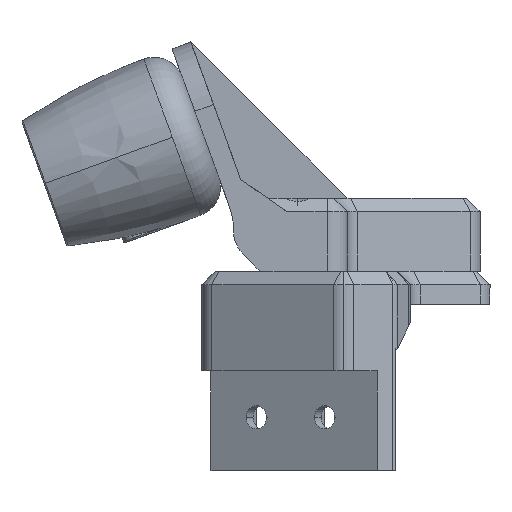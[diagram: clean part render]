
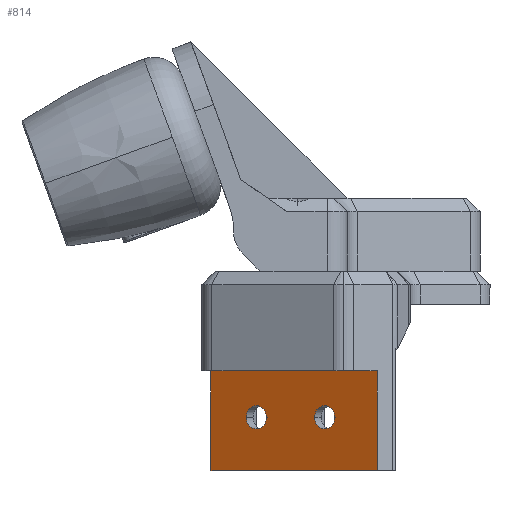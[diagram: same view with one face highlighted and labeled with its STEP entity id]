
A CAD part, left-side view. The second image highlights one B-rep face of the part: STEP entity #814.
In plain terms, the highlighted face is planar.
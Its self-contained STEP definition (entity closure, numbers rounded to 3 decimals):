
#436 = EDGE_CURVE ( 'NONE', #9841, #17773, #12831, .T. ) ;
#814 = ADVANCED_FACE ( 'NONE', ( #12707, #11170, #19223 ), #5655, .T. ) ;
#1269 = ORIENTED_EDGE ( 'NONE', *, *, #436, .F. ) ;
#1375 = DIRECTION ( 'NONE',  ( 0.5, 0., 0.866 ) ) ;
#1799 = CARTESIAN_POINT ( 'NONE',  ( -27.617, -18.952, -6.344 ) ) ;
#2007 = DIRECTION ( 'NONE',  ( 0., 1., 0. ) ) ;
#2240 = VECTOR ( 'NONE', #2007, 1000. ) ;
#3322 = CARTESIAN_POINT ( 'NONE',  ( -34.834, -3.952, -18.844 ) ) ;
#3717 = ORIENTED_EDGE ( 'NONE', *, *, #6759, .F. ) ;
#3810 = CARTESIAN_POINT ( 'NONE',  ( -23.468, -11.952, 0.841 ) ) ;
#3920 = ORIENTED_EDGE ( 'NONE', *, *, #22843, .F. ) ;
#5170 = VERTEX_POINT ( 'NONE', #23357 ) ;
#5329 = VECTOR ( 'NONE', #15255, 1000. ) ;
#5655 = PLANE ( 'NONE',  #6713 ) ;
#6713 = AXIS2_PLACEMENT_3D ( 'NONE', #17317, #15017, #22704 ) ;
#6731 = DIRECTION ( 'NONE',  ( -0.866, 0., 0.5 ) ) ;
#6759 = EDGE_CURVE ( 'NONE', #20906, #18739, #12044, .T. ) ;
#7048 = CARTESIAN_POINT ( 'NONE',  ( -30.277, -11.952, -10.952 ) ) ;
#7276 = CARTESIAN_POINT ( 'NONE',  ( -24.343, -11.952, -0.674 ) ) ;
#8082 = VECTOR ( 'NONE', #10132, 1000. ) ;
#8226 = CARTESIAN_POINT ( 'NONE',  ( -29.402, -11.952, -9.436 ) ) ;
#8533 = CARTESIAN_POINT ( 'NONE',  ( -24.343, -11.952, -0.674 ) ) ;
#9053 = AXIS2_PLACEMENT_3D ( 'NONE', #7276, #9222, #17031 ) ;
#9150 = AXIS2_PLACEMENT_3D ( 'NONE', #8533, #6731, #14560 ) ;
#9222 = DIRECTION ( 'NONE',  ( -0.866, 0., 0.5 ) ) ;
#9423 = EDGE_LOOP ( 'NONE', ( #1269, #16647 ) ) ;
#9841 = VERTEX_POINT ( 'NONE', #3810 ) ;
#10110 = CARTESIAN_POINT ( 'NONE',  ( -20.4, -18.952, 6.156 ) ) ;
#10132 = DIRECTION ( 'NONE',  ( 0., 1., 0. ) ) ;
#10304 = CIRCLE ( 'NONE', #17235, 1.75 ) ;
#11109 = EDGE_LOOP ( 'NONE', ( #3717, #15875, #12661, #3920 ) ) ;
#11170 = FACE_BOUND ( 'NONE', #9423, .T. ) ;
#11983 = VERTEX_POINT ( 'NONE', #10110 ) ;
#12044 = LINE ( 'NONE', #19856, #8082 ) ;
#12324 = CIRCLE ( 'NONE', #9053, 1.75 ) ;
#12661 = ORIENTED_EDGE ( 'NONE', *, *, #22049, .T. ) ;
#12677 = EDGE_CURVE ( 'NONE', #20906, #11983, #21132, .T. ) ;
#12707 = FACE_OUTER_BOUND ( 'NONE', #11109, .T. ) ;
#12831 = CIRCLE ( 'NONE', #9150, 1.75 ) ;
#13047 = EDGE_CURVE ( 'NONE', #17529, #16590, #24509, .T. ) ;
#14560 = DIRECTION ( 'NONE',  ( 0.5, 0., 0.866 ) ) ;
#14720 = AXIS2_PLACEMENT_3D ( 'NONE', #7048, #22312, #24604 ) ;
#15017 = DIRECTION ( 'NONE',  ( -0.866, 0., 0.5 ) ) ;
#15101 = CARTESIAN_POINT ( 'NONE',  ( -31.152, -11.952, -12.467 ) ) ;
#15134 = DIRECTION ( 'NONE',  ( -0.866, 0., 0.5 ) ) ;
#15255 = DIRECTION ( 'NONE',  ( 0.5, 0., 0.866 ) ) ;
#15875 = ORIENTED_EDGE ( 'NONE', *, *, #12677, .T. ) ;
#16590 = VERTEX_POINT ( 'NONE', #15101 ) ;
#16630 = EDGE_CURVE ( 'NONE', #17773, #9841, #12324, .T. ) ;
#16647 = ORIENTED_EDGE ( 'NONE', *, *, #16630, .F. ) ;
#17031 = DIRECTION ( 'NONE',  ( 0.5, 0., 0.866 ) ) ;
#17139 = CARTESIAN_POINT ( 'NONE',  ( -27.617, -3.952, -6.344 ) ) ;
#17235 = AXIS2_PLACEMENT_3D ( 'NONE', #24865, #15134, #22955 ) ;
#17317 = CARTESIAN_POINT ( 'NONE',  ( -27.617, -33.954, -6.344 ) ) ;
#17418 = EDGE_CURVE ( 'NONE', #16590, #17529, #10304, .T. ) ;
#17529 = VERTEX_POINT ( 'NONE', #8226 ) ;
#17773 = VERTEX_POINT ( 'NONE', #19192 ) ;
#18108 = VECTOR ( 'NONE', #1375, 1000. ) ;
#18739 = VERTEX_POINT ( 'NONE', #3322 ) ;
#18852 = EDGE_LOOP ( 'NONE', ( #20342, #21326 ) ) ;
#19192 = CARTESIAN_POINT ( 'NONE',  ( -25.218, -11.952, -2.19 ) ) ;
#19223 = FACE_BOUND ( 'NONE', #18852, .T. ) ;
#19856 = CARTESIAN_POINT ( 'NONE',  ( -34.834, -33.954, -18.844 ) ) ;
#19873 = CARTESIAN_POINT ( 'NONE',  ( -34.834, -18.952, -18.844 ) ) ;
#20342 = ORIENTED_EDGE ( 'NONE', *, *, #13047, .F. ) ;
#20906 = VERTEX_POINT ( 'NONE', #19873 ) ;
#21132 = LINE ( 'NONE', #1799, #5329 ) ;
#21225 = LINE ( 'NONE', #17139, #18108 ) ;
#21326 = ORIENTED_EDGE ( 'NONE', *, *, #17418, .F. ) ;
#21736 = CARTESIAN_POINT ( 'NONE',  ( -20.4, -33.954, 6.156 ) ) ;
#22049 = EDGE_CURVE ( 'NONE', #11983, #5170, #23796, .T. ) ;
#22312 = DIRECTION ( 'NONE',  ( -0.866, 0., 0.5 ) ) ;
#22704 = DIRECTION ( 'NONE',  ( 0., 1., 0. ) ) ;
#22843 = EDGE_CURVE ( 'NONE', #18739, #5170, #21225, .T. ) ;
#22955 = DIRECTION ( 'NONE',  ( 0.5, 0., 0.866 ) ) ;
#23357 = CARTESIAN_POINT ( 'NONE',  ( -20.4, -3.952, 6.156 ) ) ;
#23796 = LINE ( 'NONE', #21736, #2240 ) ;
#24509 = CIRCLE ( 'NONE', #14720, 1.75 ) ;
#24604 = DIRECTION ( 'NONE',  ( 0.5, 0., 0.866 ) ) ;
#24865 = CARTESIAN_POINT ( 'NONE',  ( -30.277, -11.952, -10.952 ) ) ;
